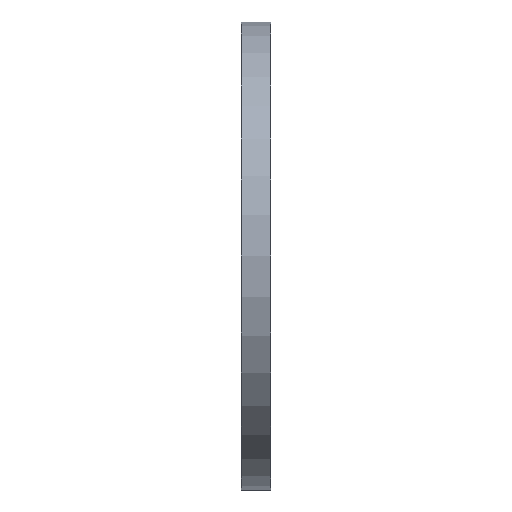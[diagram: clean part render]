
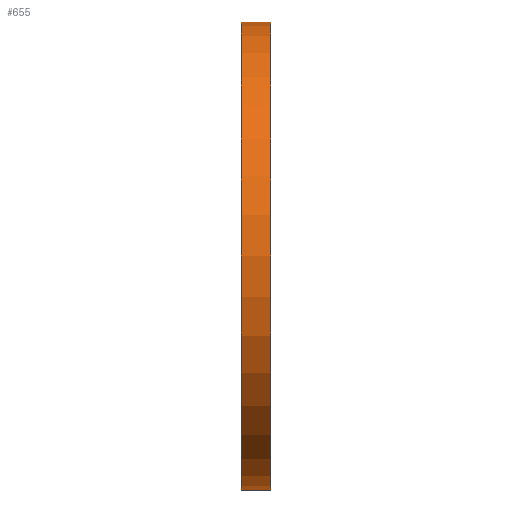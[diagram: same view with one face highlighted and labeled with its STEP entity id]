
A CAD part, left-side view. The second image highlights one B-rep face of the part: STEP entity #655.
In plain terms, the highlighted cylindrical face has radius 187.5 mm (diameter 375 mm), a partial arc.
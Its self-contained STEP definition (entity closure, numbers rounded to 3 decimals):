
#5 = CARTESIAN_POINT ( 'NONE',  ( 0., 34.695, 187.5 ) ) ;
#34 = DIRECTION ( 'NONE',  ( 0., 0., 1. ) ) ;
#57 = VECTOR ( 'NONE', #1101, 1000. ) ;
#69 = FACE_OUTER_BOUND ( 'NONE', #978, .T. ) ;
#78 = ORIENTED_EDGE ( 'NONE', *, *, #644, .F. ) ;
#134 = CARTESIAN_POINT ( 'NONE',  ( 0., 0., 0. ) ) ;
#154 = VERTEX_POINT ( 'NONE', #661 ) ;
#159 = EDGE_CURVE ( 'NONE', #1174, #210, #1104, .T. ) ;
#172 = ORIENTED_EDGE ( 'NONE', *, *, #214, .T. ) ;
#206 = AXIS2_PLACEMENT_3D ( 'NONE', #134, #503, #34 ) ;
#210 = VERTEX_POINT ( 'NONE', #862 ) ;
#214 = EDGE_CURVE ( 'NONE', #154, #1174, #228, .T. ) ;
#228 = CIRCLE ( 'NONE', #206, 187.5 ) ;
#343 = DIRECTION ( 'NONE',  ( 0., 1., 0. ) ) ;
#366 = AXIS2_PLACEMENT_3D ( 'NONE', #831, #736, #444 ) ;
#396 = DIRECTION ( 'NONE',  ( 0., 0., 1. ) ) ;
#401 = CARTESIAN_POINT ( 'NONE',  ( 0., 24., -187.5 ) ) ;
#426 = DIRECTION ( 'NONE',  ( 0., 1., 0. ) ) ;
#444 = DIRECTION ( 'NONE',  ( 0., 0., 1. ) ) ;
#503 = DIRECTION ( 'NONE',  ( 0., 1., 0. ) ) ;
#549 = CIRCLE ( 'NONE', #366, 187.5 ) ;
#644 = EDGE_CURVE ( 'NONE', #154, #733, #1124, .T. ) ;
#655 = ADVANCED_FACE ( 'NONE', ( #69 ), #939, .T. ) ;
#661 = CARTESIAN_POINT ( 'NONE',  ( 0., 0., -187.5 ) ) ;
#733 = VERTEX_POINT ( 'NONE', #401 ) ;
#736 = DIRECTION ( 'NONE',  ( 0., 1., 0. ) ) ;
#742 = CARTESIAN_POINT ( 'NONE',  ( 0., 0., 187.5 ) ) ;
#752 = EDGE_CURVE ( 'NONE', #733, #210, #549, .T. ) ;
#774 = CARTESIAN_POINT ( 'NONE',  ( 0., 34.695, -187.5 ) ) ;
#831 = CARTESIAN_POINT ( 'NONE',  ( 0., 24., 0. ) ) ;
#862 = CARTESIAN_POINT ( 'NONE',  ( 0., 24., 187.5 ) ) ;
#897 = ORIENTED_EDGE ( 'NONE', *, *, #159, .T. ) ;
#939 = CYLINDRICAL_SURFACE ( 'NONE', #1093, 187.5 ) ;
#978 = EDGE_LOOP ( 'NONE', ( #78, #172, #897, #1118 ) ) ;
#1016 = VECTOR ( 'NONE', #343, 1000. ) ;
#1093 = AXIS2_PLACEMENT_3D ( 'NONE', #1130, #426, #396 ) ;
#1101 = DIRECTION ( 'NONE',  ( 0., 1., 0. ) ) ;
#1104 = LINE ( 'NONE', #5, #57 ) ;
#1118 = ORIENTED_EDGE ( 'NONE', *, *, #752, .F. ) ;
#1124 = LINE ( 'NONE', #774, #1016 ) ;
#1130 = CARTESIAN_POINT ( 'NONE',  ( 0., 34.695, 0. ) ) ;
#1174 = VERTEX_POINT ( 'NONE', #742 ) ;
